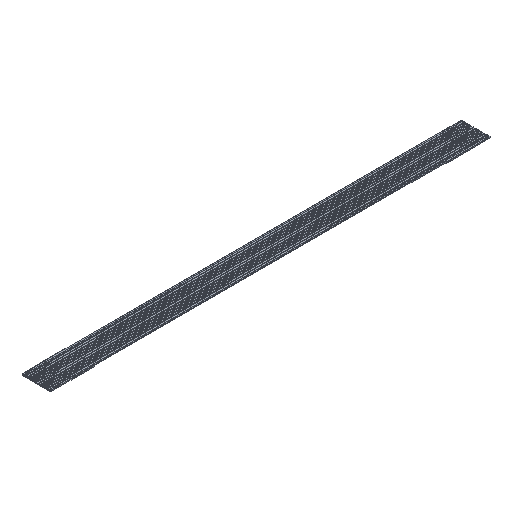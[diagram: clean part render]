
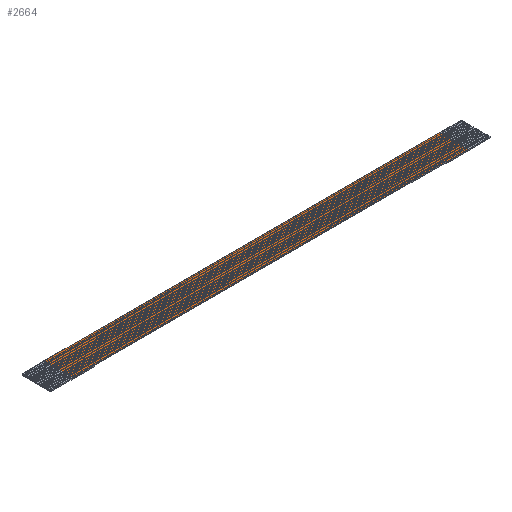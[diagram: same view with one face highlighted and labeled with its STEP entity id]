
A CAD part, isometric view. The second image highlights one B-rep face of the part: STEP entity #2664.
In plain terms, the highlighted planar face has unit normal (0, 0, 1).
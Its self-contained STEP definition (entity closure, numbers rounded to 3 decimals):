
#565=ORIENTED_EDGE('',*,*,#805,.T.);
#566=ORIENTED_EDGE('',*,*,#882,.F.);
#567=ORIENTED_EDGE('',*,*,#802,.F.);
#568=ORIENTED_EDGE('',*,*,#881,.T.);
#802=EDGE_CURVE('',#1051,#1052,#1260,.T.);
#805=EDGE_CURVE('',#1054,#1053,#1263,.T.);
#881=EDGE_CURVE('',#1051,#1054,#1339,.T.);
#882=EDGE_CURVE('',#1052,#1053,#1340,.T.);
#1051=VERTEX_POINT('',#3650);
#1052=VERTEX_POINT('',#3652);
#1053=VERTEX_POINT('',#3656);
#1054=VERTEX_POINT('',#3658);
#1260=LINE('',#3651,#1546);
#1263=LINE('',#3657,#1549);
#1339=LINE('',#3787,#1625);
#1340=LINE('',#3789,#1626);
#1546=VECTOR('',#3045,1000.);
#1549=VECTOR('',#3050,1000.);
#1625=VECTOR('',#3232,1000.);
#1626=VECTOR('',#3235,1000.);
#1717=EDGE_LOOP('',(#565,#566,#567,#568));
#1809=FACE_BOUND('',#1717,.T.);
#1901=PLANE('',#2763);
#2664=ADVANCED_FACE('',(#1809),#1901,.F.);
#2763=AXIS2_PLACEMENT_3D('',#3788,#3233,#3234);
#3045=DIRECTION('',(1.,0.,0.));
#3050=DIRECTION('',(1.,0.,0.));
#3232=DIRECTION('',(0.,-1.,0.));
#3233=DIRECTION('',(0.,0.,-1.));
#3234=DIRECTION('',(-1.,0.,0.));
#3235=DIRECTION('',(0.,-1.,0.));
#3650=CARTESIAN_POINT('',(-45.,3.25,0.138));
#3651=CARTESIAN_POINT('',(-45.,3.25,0.138));
#3652=CARTESIAN_POINT('',(45.,3.25,0.138));
#3656=CARTESIAN_POINT('',(45.,-3.25,0.138));
#3657=CARTESIAN_POINT('',(-45.,-3.25,0.138));
#3658=CARTESIAN_POINT('',(-45.,-3.25,0.138));
#3787=CARTESIAN_POINT('',(-45.,3.25,0.138));
#3788=CARTESIAN_POINT('',(-45.,3.25,0.138));
#3789=CARTESIAN_POINT('',(45.,3.25,0.138));
